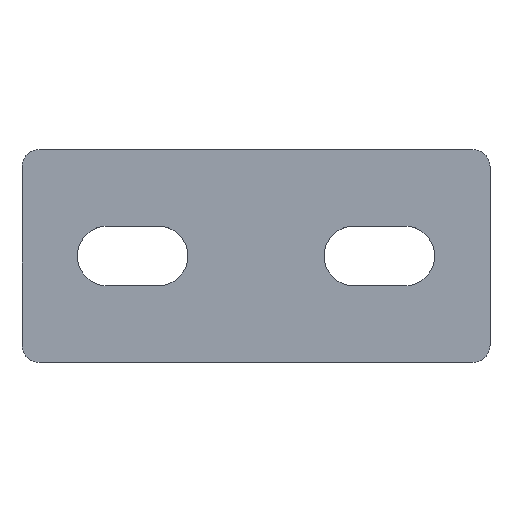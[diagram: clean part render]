
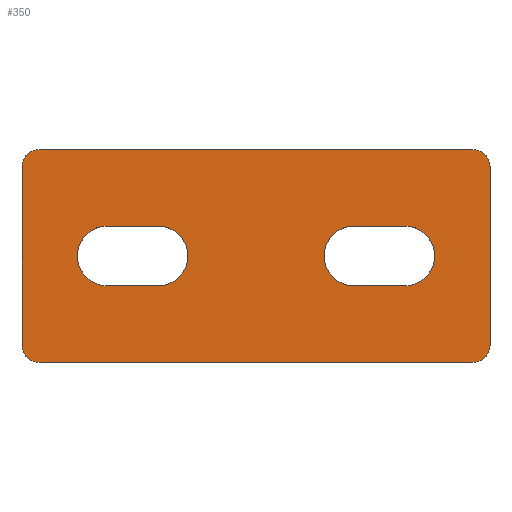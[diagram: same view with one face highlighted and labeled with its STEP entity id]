
A CAD part, top view. The second image highlights one B-rep face of the part: STEP entity #350.
In plain terms, the highlighted planar face has unit normal (0, 0, 1).
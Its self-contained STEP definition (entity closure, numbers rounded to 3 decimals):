
#17=FACE_BOUND('',#67,.T.);
#18=FACE_BOUND('',#68,.T.);
#28=PLANE('',#386);
#46=FACE_OUTER_BOUND('',#66,.T.);
#66=EDGE_LOOP('',(#309,#310,#311,#312,#313,#314,#315,#316));
#67=EDGE_LOOP('',(#317,#318,#319,#320));
#68=EDGE_LOOP('',(#321,#322,#323,#324));
#73=LINE('',#504,#105);
#83=LINE('',#541,#115);
#90=LINE('',#560,#122);
#92=LINE('',#566,#124);
#96=LINE('',#576,#128);
#98=LINE('',#582,#130);
#99=LINE('',#584,#131);
#100=LINE('',#586,#132);
#105=VECTOR('',#401,21.);
#115=VECTOR('',#433,21.);
#122=VECTOR('',#454,6.);
#124=VECTOR('',#462,6.);
#128=VECTOR('',#472,6.);
#130=VECTOR('',#480,6.);
#131=VECTOR('',#483,51.);
#132=VECTOR('',#486,51.);
#133=CIRCLE('',#354,2.);
#142=CIRCLE('',#366,2.);
#143=CIRCLE('',#369,2.);
#144=CIRCLE('',#371,2.);
#145=CIRCLE('',#373,3.5);
#146=CIRCLE('',#376,3.5);
#147=CIRCLE('',#379,3.5);
#148=CIRCLE('',#382,3.5);
#149=VERTEX_POINT('',#491);
#150=VERTEX_POINT('',#492);
#154=VERTEX_POINT('',#502);
#168=VERTEX_POINT('',#534);
#169=VERTEX_POINT('',#535);
#170=VERTEX_POINT('',#540);
#171=VERTEX_POINT('',#544);
#172=VERTEX_POINT('',#548);
#173=VERTEX_POINT('',#552);
#174=VERTEX_POINT('',#554);
#175=VERTEX_POINT('',#558);
#176=VERTEX_POINT('',#562);
#177=VERTEX_POINT('',#568);
#178=VERTEX_POINT('',#570);
#179=VERTEX_POINT('',#574);
#180=VERTEX_POINT('',#578);
#181=EDGE_CURVE('',#149,#150,#133,.T.);
#187=EDGE_CURVE('',#149,#154,#73,.T.);
#202=EDGE_CURVE('',#168,#169,#142,.T.);
#205=EDGE_CURVE('',#170,#169,#83,.T.);
#207=EDGE_CURVE('',#170,#171,#143,.T.);
#209=EDGE_CURVE('',#172,#154,#144,.T.);
#212=EDGE_CURVE('',#174,#173,#145,.T.);
#215=EDGE_CURVE('',#173,#175,#90,.T.);
#217=EDGE_CURVE('',#175,#176,#146,.T.);
#218=EDGE_CURVE('',#176,#174,#92,.T.);
#220=EDGE_CURVE('',#178,#177,#147,.T.);
#223=EDGE_CURVE('',#177,#179,#96,.T.);
#225=EDGE_CURVE('',#179,#180,#148,.T.);
#226=EDGE_CURVE('',#180,#178,#98,.T.);
#227=EDGE_CURVE('',#172,#171,#99,.T.);
#228=EDGE_CURVE('',#168,#150,#100,.T.);
#309=ORIENTED_EDGE('',*,*,#181,.F.);
#310=ORIENTED_EDGE('',*,*,#187,.T.);
#311=ORIENTED_EDGE('',*,*,#209,.F.);
#312=ORIENTED_EDGE('',*,*,#227,.T.);
#313=ORIENTED_EDGE('',*,*,#207,.F.);
#314=ORIENTED_EDGE('',*,*,#205,.T.);
#315=ORIENTED_EDGE('',*,*,#202,.F.);
#316=ORIENTED_EDGE('',*,*,#228,.T.);
#317=ORIENTED_EDGE('',*,*,#212,.T.);
#318=ORIENTED_EDGE('',*,*,#215,.T.);
#319=ORIENTED_EDGE('',*,*,#217,.T.);
#320=ORIENTED_EDGE('',*,*,#218,.T.);
#321=ORIENTED_EDGE('',*,*,#220,.T.);
#322=ORIENTED_EDGE('',*,*,#223,.T.);
#323=ORIENTED_EDGE('',*,*,#225,.T.);
#324=ORIENTED_EDGE('',*,*,#226,.T.);
#350=ADVANCED_FACE('',(#46,#17,#18),#28,.T.);
#354=AXIS2_PLACEMENT_3D('',#493,#391,#392);
#366=AXIS2_PLACEMENT_3D('',#536,#427,#428);
#369=AXIS2_PLACEMENT_3D('',#545,#437,#438);
#371=AXIS2_PLACEMENT_3D('',#549,#442,#443);
#373=AXIS2_PLACEMENT_3D('',#555,#448,#449);
#376=AXIS2_PLACEMENT_3D('',#564,#458,#459);
#379=AXIS2_PLACEMENT_3D('',#571,#466,#467);
#382=AXIS2_PLACEMENT_3D('',#580,#476,#477);
#386=AXIS2_PLACEMENT_3D('',#587,#487,#488);
#391=DIRECTION('center_axis',(0.,0.,-1.));
#392=DIRECTION('ref_axis',(0.707,-0.707,0.));
#401=DIRECTION('',(0.,1.,0.));
#427=DIRECTION('center_axis',(0.,0.,-1.));
#428=DIRECTION('ref_axis',(-0.707,-0.707,0.));
#433=DIRECTION('',(0.,-1.,0.));
#437=DIRECTION('center_axis',(0.,0.,-1.));
#438=DIRECTION('ref_axis',(-0.707,0.707,0.));
#442=DIRECTION('center_axis',(0.,0.,-1.));
#443=DIRECTION('ref_axis',(0.707,0.707,0.));
#448=DIRECTION('center_axis',(0.,0.,-1.));
#449=DIRECTION('ref_axis',(0.,-1.,0.));
#454=DIRECTION('',(-1.,0.,0.));
#458=DIRECTION('center_axis',(0.,0.,-1.));
#459=DIRECTION('ref_axis',(0.,1.,0.));
#462=DIRECTION('',(1.,0.,0.));
#466=DIRECTION('center_axis',(0.,0.,-1.));
#467=DIRECTION('ref_axis',(0.,1.,0.));
#472=DIRECTION('',(-1.,0.,0.));
#476=DIRECTION('center_axis',(0.,0.,-1.));
#477=DIRECTION('ref_axis',(0.,-1.,0.));
#480=DIRECTION('',(1.,0.,0.));
#483=DIRECTION('',(-1.,0.,0.));
#486=DIRECTION('',(1.,0.,0.));
#487=DIRECTION('center_axis',(0.,0.,1.));
#488=DIRECTION('ref_axis',(1.,0.,0.));
#491=CARTESIAN_POINT('',(27.5,-10.5,3.2));
#492=CARTESIAN_POINT('',(25.5,-12.5,3.2));
#493=CARTESIAN_POINT('Origin',(25.5,-10.5,3.2));
#502=CARTESIAN_POINT('',(27.5,10.5,3.2));
#504=CARTESIAN_POINT('',(27.5,12.5,3.2));
#534=CARTESIAN_POINT('',(-25.5,-12.5,3.2));
#535=CARTESIAN_POINT('',(-27.5,-10.5,3.2));
#536=CARTESIAN_POINT('Origin',(-25.5,-10.5,3.2));
#540=CARTESIAN_POINT('',(-27.5,10.5,3.2));
#541=CARTESIAN_POINT('',(-27.5,-12.5,3.2));
#544=CARTESIAN_POINT('',(-25.5,12.5,3.2));
#545=CARTESIAN_POINT('Origin',(-25.5,10.5,3.2));
#548=CARTESIAN_POINT('',(25.5,12.5,3.2));
#549=CARTESIAN_POINT('Origin',(25.5,10.5,3.2));
#552=CARTESIAN_POINT('',(-11.5,-3.5,3.2));
#554=CARTESIAN_POINT('',(-11.5,3.5,3.2));
#555=CARTESIAN_POINT('Origin',(-11.5,0.,3.2));
#558=CARTESIAN_POINT('',(-17.5,-3.5,3.2));
#560=CARTESIAN_POINT('',(-8.75,-3.5,3.2));
#562=CARTESIAN_POINT('',(-17.5,3.5,3.2));
#564=CARTESIAN_POINT('Origin',(-17.5,0.,3.2));
#566=CARTESIAN_POINT('',(-5.75,3.5,3.2));
#568=CARTESIAN_POINT('',(17.5,-3.5,3.2));
#570=CARTESIAN_POINT('',(17.5,3.5,3.2));
#571=CARTESIAN_POINT('Origin',(17.5,0.,3.2));
#574=CARTESIAN_POINT('',(11.5,-3.5,3.2));
#576=CARTESIAN_POINT('',(5.75,-3.5,3.2));
#578=CARTESIAN_POINT('',(11.5,3.5,3.2));
#580=CARTESIAN_POINT('Origin',(11.5,0.,3.2));
#582=CARTESIAN_POINT('',(8.75,3.5,3.2));
#584=CARTESIAN_POINT('',(-27.5,12.5,3.2));
#586=CARTESIAN_POINT('',(27.5,-12.5,3.2));
#587=CARTESIAN_POINT('Origin',(0.,0.,3.2));
